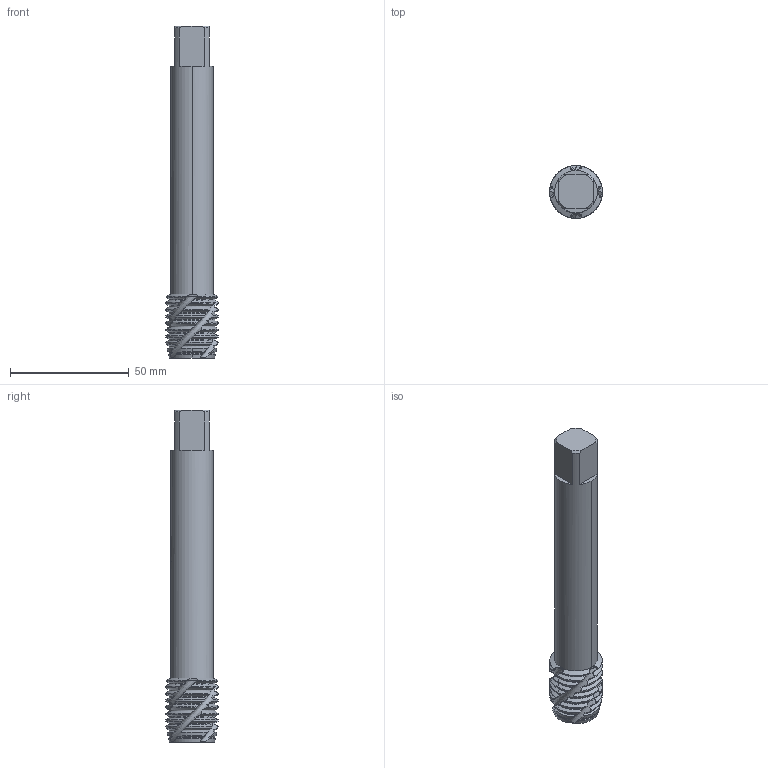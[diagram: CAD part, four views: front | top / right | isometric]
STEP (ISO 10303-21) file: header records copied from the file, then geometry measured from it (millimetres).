
FILE_DESCRIPTION(('no description'),'unknown implementation level');
FILE_NAME('solidCuCNXtJ1MI_KkHDr8PunsBD2_Gw_1.STP',' ',('CIM GmbH Aachen'),('CADClick - KiM GmbH - www.kimweb.de'),'unknown preprocess','ACIS','unknown authorization');
FILE_SCHEMA(('automotive_design'));
Length unit declared in the file: millimetre
Products named in the file (2): 1; 2
Bounding box: 22.23 x 22.23 x 140 mm (x, y, z)
Volume: 36415.9 mm3; surface area: 12623.4 mm2
Topology: 2 solids, 2 shells, 295 faces, 849 edges, 554 vertices
Faces by surface type: cone 134, cylinder 100, bspline 40, plane 17, revolution 4
Entity records: 30184 total; most frequent: CARTESIAN_POINT 13847, STYLED_ITEM 1696, PRESENTATION_STYLE_ASSIGNMENT 1696, COLOUR_RGB 1696, ORIENTED_EDGE 1690, DIRECTION 1177, EDGE_CURVE 845, CURVE_STYLE 845
